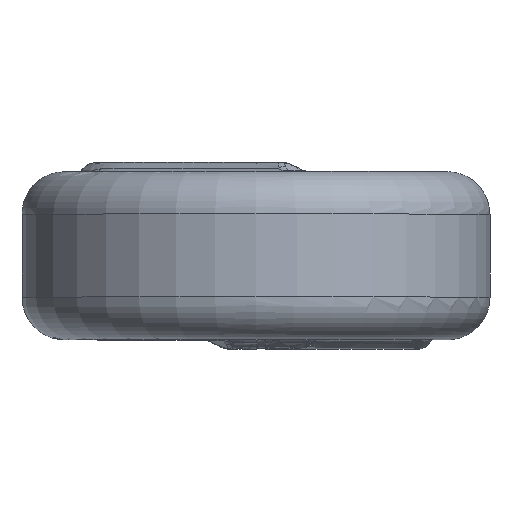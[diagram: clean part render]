
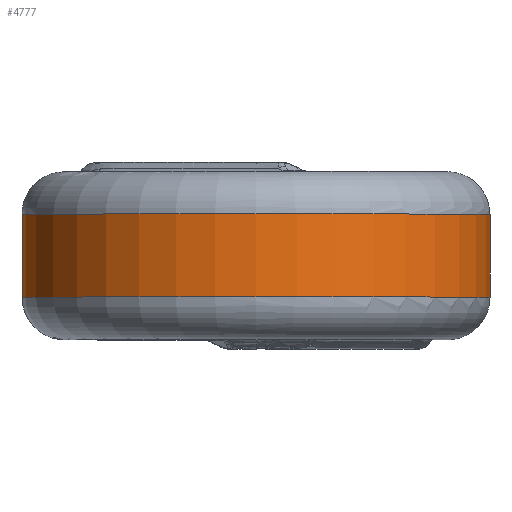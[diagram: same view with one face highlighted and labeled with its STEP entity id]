
A CAD part, top view. The second image highlights one B-rep face of the part: STEP entity #4777.
In plain terms, the highlighted cylindrical face has radius 5.5 mm (diameter 11 mm), a full revolution.
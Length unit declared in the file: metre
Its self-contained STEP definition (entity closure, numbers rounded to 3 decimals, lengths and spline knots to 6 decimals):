
#44=CIRCLE('',#4983,0.0055);
#45=CIRCLE('',#4986,0.0055);
#88=CYLINDRICAL_SURFACE('',#4987,0.0055);
#960=ORIENTED_EDGE('',*,*,#1942,.T.);
#961=ORIENTED_EDGE('',*,*,#1935,.F.);
#1935=EDGE_CURVE('',#2427,#2427,#44,.T.);
#1942=EDGE_CURVE('',#2432,#2432,#45,.T.);
#2427=VERTEX_POINT('',#7308);
#2432=VERTEX_POINT('',#7359);
#2847=EDGE_LOOP('',(#960));
#2848=EDGE_LOOP('',(#961));
#3073=FACE_BOUND('',#2847,.T.);
#3074=FACE_BOUND('',#2848,.T.);
#4777=ADVANCED_FACE('',(#3073,#3074),#88,.T.);
#4983=AXIS2_PLACEMENT_3D('',#7307,#5271,#5272);
#4986=AXIS2_PLACEMENT_3D('',#7358,#5278,#5279);
#4987=AXIS2_PLACEMENT_3D('',#7360,#5280,#5281);
#5271=DIRECTION('',(0.,1.,0.));
#5272=DIRECTION('',(0.,0.,1.));
#5278=DIRECTION('',(0.,1.,0.));
#5279=DIRECTION('',(0.,0.,1.));
#5280=DIRECTION('',(0.,1.,0.));
#5281=DIRECTION('',(0.,0.,1.));
#7307=CARTESIAN_POINT('',(0.,0.000975,0.));
#7308=CARTESIAN_POINT('',(0.,0.000975,0.0055));
#7358=CARTESIAN_POINT('',(0.,-0.000975,0.));
#7359=CARTESIAN_POINT('',(0.,-0.000975,0.0055));
#7360=CARTESIAN_POINT('',(0.,-0.001975,0.));
